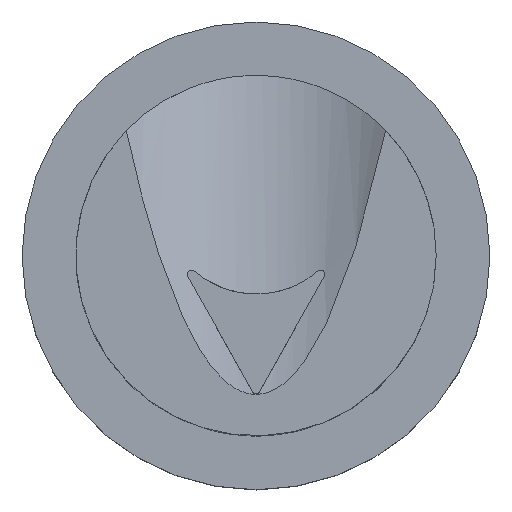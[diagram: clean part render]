
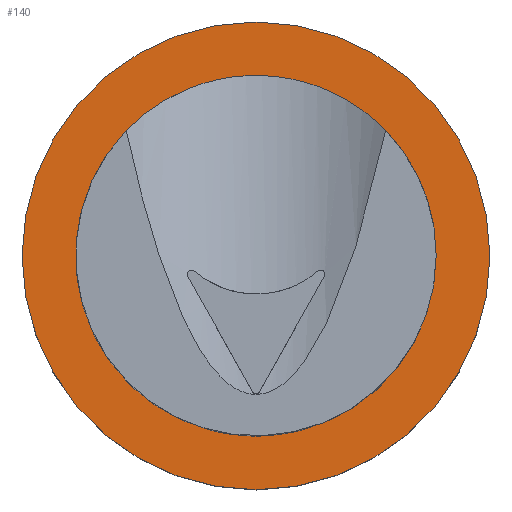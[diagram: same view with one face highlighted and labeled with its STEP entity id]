
A CAD part, top view. The second image highlights one B-rep face of the part: STEP entity #140.
In plain terms, the highlighted planar face has unit normal (0, 0, 1).
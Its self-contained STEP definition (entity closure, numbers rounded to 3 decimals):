
#31 = CYLINDRICAL_SURFACE('',#32,11.325);
#32 = AXIS2_PLACEMENT_3D('',#33,#34,#35);
#33 = CARTESIAN_POINT('',(0.,0.,255.));
#34 = DIRECTION('',(0.,0.,1.));
#35 = DIRECTION('',(1.,0.,0.));
#56 = VERTEX_POINT('',#57);
#57 = CARTESIAN_POINT('',(11.325,0.,261.));
#78 = EDGE_CURVE('',#56,#56,#79,.T.);
#79 = SURFACE_CURVE('',#80,(#85,#92),.PCURVE_S1.);
#80 = CIRCLE('',#81,11.325);
#81 = AXIS2_PLACEMENT_3D('',#82,#83,#84);
#82 = CARTESIAN_POINT('',(0.,0.,261.));
#83 = DIRECTION('',(0.,0.,-1.));
#84 = DIRECTION('',(1.,0.,0.));
#85 = PCURVE('',#31,#86);
#86 = DEFINITIONAL_REPRESENTATION('',(#87),#91);
#87 = LINE('',#88,#89);
#88 = CARTESIAN_POINT('',(-0.,6.));
#89 = VECTOR('',#90,1.);
#90 = DIRECTION('',(-1.,0.));
#91 = ( GEOMETRIC_REPRESENTATION_CONTEXT(2) 
PARAMETRIC_REPRESENTATION_CONTEXT() REPRESENTATION_CONTEXT('2D SPACE',''
  ) );
#92 = PCURVE('',#93,#98);
#93 = PLANE('',#94);
#94 = AXIS2_PLACEMENT_3D('',#95,#96,#97);
#95 = CARTESIAN_POINT('',(0.,0.,261.));
#96 = DIRECTION('',(0.,0.,-1.));
#97 = DIRECTION('',(1.,0.,0.));
#98 = DEFINITIONAL_REPRESENTATION('',(#99),#103);
#99 = CIRCLE('',#100,11.325);
#100 = AXIS2_PLACEMENT_2D('',#101,#102);
#101 = CARTESIAN_POINT('',(0.,0.));
#102 = DIRECTION('',(1.,0.));
#103 = ( GEOMETRIC_REPRESENTATION_CONTEXT(2) 
PARAMETRIC_REPRESENTATION_CONTEXT() REPRESENTATION_CONTEXT('2D SPACE',''
  ) );
#140 = ADVANCED_FACE('',(#141,#144),#93,.F.);
#141 = FACE_BOUND('',#142,.T.);
#142 = EDGE_LOOP('',(#143));
#143 = ORIENTED_EDGE('',*,*,#78,.F.);
#144 = FACE_BOUND('',#145,.F.);
#145 = EDGE_LOOP('',(#146,#199,#245));
#146 = ORIENTED_EDGE('',*,*,#147,.F.);
#147 = EDGE_CURVE('',#148,#150,#152,.T.);
#148 = VERTEX_POINT('',#149);
#149 = CARTESIAN_POINT('',(-0.625,-8.703,261.));
#150 = VERTEX_POINT('',#151);
#151 = CARTESIAN_POINT('',(8.725,0.,261.));
#152 = SURFACE_CURVE('',#153,(#158,#165),.PCURVE_S1.);
#153 = CIRCLE('',#154,8.725);
#154 = AXIS2_PLACEMENT_3D('',#155,#156,#157);
#155 = CARTESIAN_POINT('',(0.,0.,261.));
#156 = DIRECTION('',(0.,0.,-1.));
#157 = DIRECTION('',(1.,0.,0.));
#158 = PCURVE('',#93,#159);
#159 = DEFINITIONAL_REPRESENTATION('',(#160),#164);
#160 = CIRCLE('',#161,8.725);
#161 = AXIS2_PLACEMENT_2D('',#162,#163);
#162 = CARTESIAN_POINT('',(0.,0.));
#163 = DIRECTION('',(1.,0.));
#164 = ( GEOMETRIC_REPRESENTATION_CONTEXT(2) 
PARAMETRIC_REPRESENTATION_CONTEXT() REPRESENTATION_CONTEXT('2D SPACE',''
  ) );
#165 = PCURVE('',#166,#171);
#166 = CYLINDRICAL_SURFACE('',#167,8.725);
#167 = AXIS2_PLACEMENT_3D('',#168,#169,#170);
#168 = CARTESIAN_POINT('',(0.,0.,261.));
#169 = DIRECTION('',(0.,0.,1.));
#170 = DIRECTION('',(1.,0.,0.));
#171 = DEFINITIONAL_REPRESENTATION('',(#172),#198);
#172 = B_SPLINE_CURVE_WITH_KNOTS('',3,(#173,#174,#175,#176,#177,#178,
    #179,#180,#181,#182,#183,#184,#185,#186,#187,#188,#189,#190,#191,
    #192,#193,#194,#195,#196,#197),.UNSPECIFIED.,.F.,.F.,(4,1,1,1,1,1,1,
    1,1,1,1,1,1,1,1,1,1,1,1,1,1,1,4),(1.642,1.853,
    2.064,2.275,2.486,2.697,
    2.908,3.119,3.33,3.541,
    3.752,3.963,4.174,4.385,
    4.596,4.807,5.018,5.228,
    5.439,5.65,5.861,6.072,
    6.283),.QUASI_UNIFORM_KNOTS.);
#173 = CARTESIAN_POINT('',(-1.642,0.));
#174 = CARTESIAN_POINT('',(-1.713,0.));
#175 = CARTESIAN_POINT('',(-1.853,0.));
#176 = CARTESIAN_POINT('',(-2.064,0.));
#177 = CARTESIAN_POINT('',(-2.275,0.));
#178 = CARTESIAN_POINT('',(-2.486,0.));
#179 = CARTESIAN_POINT('',(-2.697,0.));
#180 = CARTESIAN_POINT('',(-2.908,0.));
#181 = CARTESIAN_POINT('',(-3.119,0.));
#182 = CARTESIAN_POINT('',(-3.33,0.));
#183 = CARTESIAN_POINT('',(-3.541,0.));
#184 = CARTESIAN_POINT('',(-3.752,0.));
#185 = CARTESIAN_POINT('',(-3.963,0.));
#186 = CARTESIAN_POINT('',(-4.174,0.));
#187 = CARTESIAN_POINT('',(-4.385,0.));
#188 = CARTESIAN_POINT('',(-4.596,0.));
#189 = CARTESIAN_POINT('',(-4.807,0.));
#190 = CARTESIAN_POINT('',(-5.018,0.));
#191 = CARTESIAN_POINT('',(-5.228,0.));
#192 = CARTESIAN_POINT('',(-5.439,0.));
#193 = CARTESIAN_POINT('',(-5.65,0.));
#194 = CARTESIAN_POINT('',(-5.861,0.));
#195 = CARTESIAN_POINT('',(-6.072,0.));
#196 = CARTESIAN_POINT('',(-6.213,0.));
#197 = CARTESIAN_POINT('',(-6.283,0.));
#198 = ( GEOMETRIC_REPRESENTATION_CONTEXT(2) 
PARAMETRIC_REPRESENTATION_CONTEXT() REPRESENTATION_CONTEXT('2D SPACE',''
  ) );
#199 = ORIENTED_EDGE('',*,*,#200,.F.);
#200 = EDGE_CURVE('',#201,#148,#203,.T.);
#201 = VERTEX_POINT('',#202);
#202 = CARTESIAN_POINT('',(0.625,-8.703,261.));
#203 = SURFACE_CURVE('',#204,(#209,#216),.PCURVE_S1.);
#204 = CIRCLE('',#205,8.725);
#205 = AXIS2_PLACEMENT_3D('',#206,#207,#208);
#206 = CARTESIAN_POINT('',(0.,0.,261.));
#207 = DIRECTION('',(0.,0.,-1.));
#208 = DIRECTION('',(1.,0.,0.));
#209 = PCURVE('',#93,#210);
#210 = DEFINITIONAL_REPRESENTATION('',(#211),#215);
#211 = CIRCLE('',#212,8.725);
#212 = AXIS2_PLACEMENT_2D('',#213,#214);
#213 = CARTESIAN_POINT('',(0.,0.));
#214 = DIRECTION('',(1.,0.));
#215 = ( GEOMETRIC_REPRESENTATION_CONTEXT(2) 
PARAMETRIC_REPRESENTATION_CONTEXT() REPRESENTATION_CONTEXT('2D SPACE',''
  ) );
#216 = PCURVE('',#166,#217);
#217 = DEFINITIONAL_REPRESENTATION('',(#218),#244);
#218 = B_SPLINE_CURVE_WITH_KNOTS('',3,(#219,#220,#221,#222,#223,#224,
    #225,#226,#227,#228,#229,#230,#231,#232,#233,#234,#235,#236,#237,
    #238,#239,#240,#241,#242,#243),.UNSPECIFIED.,.F.,.F.,(4,1,1,1,1,1,1,
    1,1,1,1,1,1,1,1,1,1,1,1,1,1,1,4),(1.499,1.506,
    1.512,1.519,1.525,1.532,
    1.538,1.545,1.551,1.558,
    1.564,1.571,1.577,1.584,
    1.59,1.597,1.603,1.61,
    1.616,1.623,1.629,1.636,
    1.642),.QUASI_UNIFORM_KNOTS.);
#219 = CARTESIAN_POINT('',(-1.499,0.));
#220 = CARTESIAN_POINT('',(-1.501,0.));
#221 = CARTESIAN_POINT('',(-1.506,0.));
#222 = CARTESIAN_POINT('',(-1.512,0.));
#223 = CARTESIAN_POINT('',(-1.519,0.));
#224 = CARTESIAN_POINT('',(-1.525,0.));
#225 = CARTESIAN_POINT('',(-1.532,0.));
#226 = CARTESIAN_POINT('',(-1.538,0.));
#227 = CARTESIAN_POINT('',(-1.545,0.));
#228 = CARTESIAN_POINT('',(-1.551,0.));
#229 = CARTESIAN_POINT('',(-1.558,0.));
#230 = CARTESIAN_POINT('',(-1.564,0.));
#231 = CARTESIAN_POINT('',(-1.571,0.));
#232 = CARTESIAN_POINT('',(-1.577,0.));
#233 = CARTESIAN_POINT('',(-1.584,0.));
#234 = CARTESIAN_POINT('',(-1.59,0.));
#235 = CARTESIAN_POINT('',(-1.597,0.));
#236 = CARTESIAN_POINT('',(-1.603,0.));
#237 = CARTESIAN_POINT('',(-1.61,0.));
#238 = CARTESIAN_POINT('',(-1.616,0.));
#239 = CARTESIAN_POINT('',(-1.623,0.));
#240 = CARTESIAN_POINT('',(-1.629,0.));
#241 = CARTESIAN_POINT('',(-1.636,0.));
#242 = CARTESIAN_POINT('',(-1.64,0.));
#243 = CARTESIAN_POINT('',(-1.642,0.));
#244 = ( GEOMETRIC_REPRESENTATION_CONTEXT(2) 
PARAMETRIC_REPRESENTATION_CONTEXT() REPRESENTATION_CONTEXT('2D SPACE',''
  ) );
#245 = ORIENTED_EDGE('',*,*,#246,.F.);
#246 = EDGE_CURVE('',#150,#201,#247,.T.);
#247 = SURFACE_CURVE('',#248,(#253,#260),.PCURVE_S1.);
#248 = CIRCLE('',#249,8.725);
#249 = AXIS2_PLACEMENT_3D('',#250,#251,#252);
#250 = CARTESIAN_POINT('',(0.,0.,261.));
#251 = DIRECTION('',(0.,0.,-1.));
#252 = DIRECTION('',(1.,0.,0.));
#253 = PCURVE('',#93,#254);
#254 = DEFINITIONAL_REPRESENTATION('',(#255),#259);
#255 = CIRCLE('',#256,8.725);
#256 = AXIS2_PLACEMENT_2D('',#257,#258);
#257 = CARTESIAN_POINT('',(0.,0.));
#258 = DIRECTION('',(1.,0.));
#259 = ( GEOMETRIC_REPRESENTATION_CONTEXT(2) 
PARAMETRIC_REPRESENTATION_CONTEXT() REPRESENTATION_CONTEXT('2D SPACE',''
  ) );
#260 = PCURVE('',#166,#261);
#261 = DEFINITIONAL_REPRESENTATION('',(#262),#288);
#262 = B_SPLINE_CURVE_WITH_KNOTS('',3,(#263,#264,#265,#266,#267,#268,
    #269,#270,#271,#272,#273,#274,#275,#276,#277,#278,#279,#280,#281,
    #282,#283,#284,#285,#286,#287),.UNSPECIFIED.,.F.,.F.,(4,1,1,1,1,1,1,
    1,1,1,1,1,1,1,1,1,1,1,1,1,1,1,4),(0.,0.068,
    0.136,0.204,0.273,0.341,
    0.409,0.477,0.545,0.613,
    0.681,0.75,0.818,0.886,
    0.954,1.022,1.09,1.158,
    1.227,1.295,1.363,1.431,
    1.499),.QUASI_UNIFORM_KNOTS.);
#263 = CARTESIAN_POINT('',(0.,0.));
#264 = CARTESIAN_POINT('',(-0.023,0.));
#265 = CARTESIAN_POINT('',(-0.068,0.));
#266 = CARTESIAN_POINT('',(-0.136,0.));
#267 = CARTESIAN_POINT('',(-0.204,0.));
#268 = CARTESIAN_POINT('',(-0.273,0.));
#269 = CARTESIAN_POINT('',(-0.341,0.));
#270 = CARTESIAN_POINT('',(-0.409,0.));
#271 = CARTESIAN_POINT('',(-0.477,0.));
#272 = CARTESIAN_POINT('',(-0.545,0.));
#273 = CARTESIAN_POINT('',(-0.613,0.));
#274 = CARTESIAN_POINT('',(-0.681,0.));
#275 = CARTESIAN_POINT('',(-0.75,0.));
#276 = CARTESIAN_POINT('',(-0.818,0.));
#277 = CARTESIAN_POINT('',(-0.886,0.));
#278 = CARTESIAN_POINT('',(-0.954,0.));
#279 = CARTESIAN_POINT('',(-1.022,0.));
#280 = CARTESIAN_POINT('',(-1.09,0.));
#281 = CARTESIAN_POINT('',(-1.158,0.));
#282 = CARTESIAN_POINT('',(-1.227,0.));
#283 = CARTESIAN_POINT('',(-1.295,0.));
#284 = CARTESIAN_POINT('',(-1.363,0.));
#285 = CARTESIAN_POINT('',(-1.431,0.));
#286 = CARTESIAN_POINT('',(-1.476,0.));
#287 = CARTESIAN_POINT('',(-1.499,0.));
#288 = ( GEOMETRIC_REPRESENTATION_CONTEXT(2) 
PARAMETRIC_REPRESENTATION_CONTEXT() REPRESENTATION_CONTEXT('2D SPACE',''
  ) );
